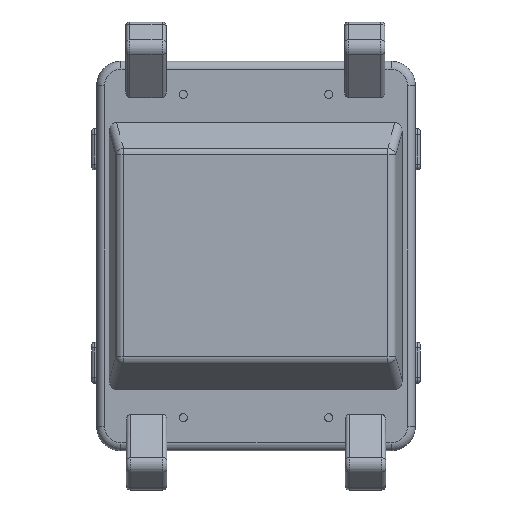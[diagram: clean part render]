
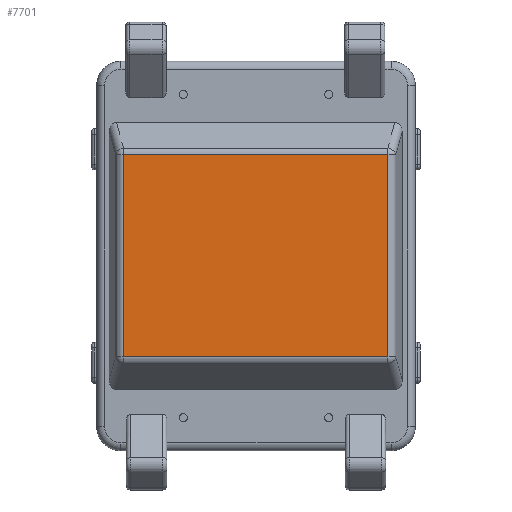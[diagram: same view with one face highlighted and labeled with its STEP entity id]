
A CAD part, top view. The second image highlights one B-rep face of the part: STEP entity #7701.
In plain terms, the highlighted planar face has unit normal (0, 0, 1).
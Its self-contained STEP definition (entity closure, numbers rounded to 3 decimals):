
#1109=FACE_OUTER_BOUND('',#1566,.T.);
#1566=EDGE_LOOP('',(#6932,#6933,#6934,#6935));
#2277=LINE('',#14465,#2975);
#2278=LINE('',#14471,#2976);
#2279=LINE('',#14473,#2977);
#2282=LINE('',#14477,#2980);
#2975=VECTOR('',#10235,10.);
#2976=VECTOR('',#10244,10.);
#2977=VECTOR('',#10247,10.);
#2980=VECTOR('',#10252,10.);
#3707=VERTEX_POINT('',#14447);
#3709=VERTEX_POINT('',#14452);
#3711=VERTEX_POINT('',#14461);
#3712=VERTEX_POINT('',#14467);
#4797=EDGE_CURVE('',#3707,#3711,#2277,.T.);
#4800=EDGE_CURVE('',#3711,#3712,#2278,.T.);
#4801=EDGE_CURVE('',#3712,#3709,#2279,.T.);
#4804=EDGE_CURVE('',#3709,#3707,#2282,.T.);
#6932=ORIENTED_EDGE('',*,*,#4797,.F.);
#6933=ORIENTED_EDGE('',*,*,#4804,.F.);
#6934=ORIENTED_EDGE('',*,*,#4801,.F.);
#6935=ORIENTED_EDGE('',*,*,#4800,.F.);
#7300=PLANE('',#8349);
#7701=ADVANCED_FACE('',(#1109),#7300,.F.);
#8349=AXIS2_PLACEMENT_3D('',#14482,#10260,#10261);
#10235=DIRECTION('',(1.,0.,0.));
#10244=DIRECTION('',(0.,-1.,0.));
#10247=DIRECTION('',(-1.,0.,0.));
#10252=DIRECTION('',(0.,1.,0.));
#10260=DIRECTION('center_axis',(0.,0.,
-1.));
#10261=DIRECTION('ref_axis',(1.,0.,0.));
#14447=CARTESIAN_POINT('',(0.531,35.471,11.2));
#14452=CARTESIAN_POINT('',(0.531,10.489,11.2));
#14461=CARTESIAN_POINT('',(33.187,35.471,11.2));
#14465=CARTESIAN_POINT('',(14.025,35.471,11.2));
#14467=CARTESIAN_POINT('',(33.187,10.489,11.2));
#14471=CARTESIAN_POINT('',(33.187,20.717,11.2));
#14473=CARTESIAN_POINT('',(19.775,10.489,11.2));
#14477=CARTESIAN_POINT('',(0.531,25.543,11.2));
#14482=CARTESIAN_POINT('Origin',(16.9,22.98,11.2));
